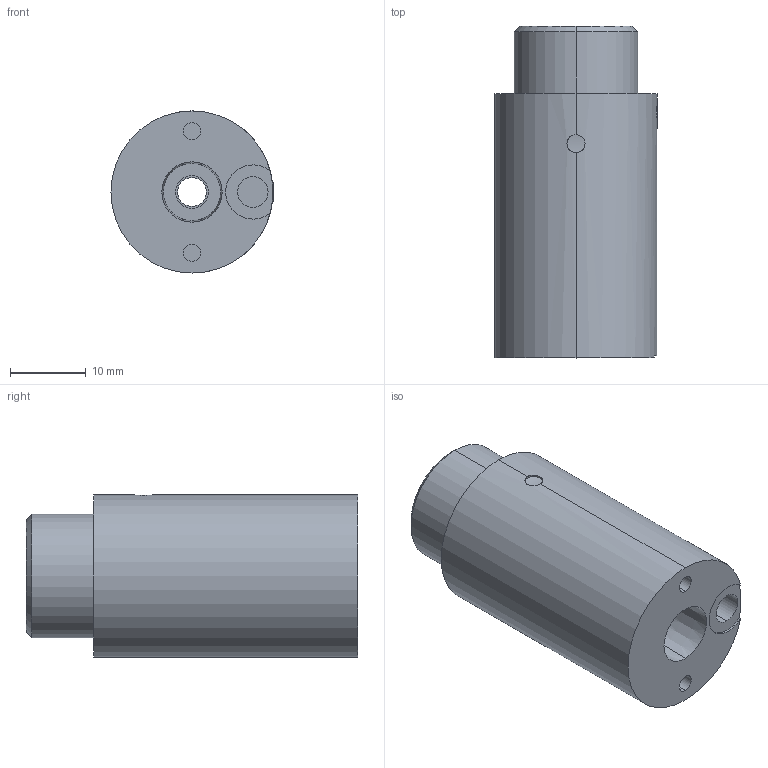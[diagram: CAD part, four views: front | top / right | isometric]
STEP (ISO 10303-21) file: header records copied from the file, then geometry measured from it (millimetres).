
FILE_DESCRIPTION (( 'STEP AP214' ), '1' );
FILE_NAME ('CTSC-002759.STEP', '2025-07-24T13:56:59', ( '' ), ( '' ), 'SwSTEP 2.0', 'SolidWorks 2023', '' );
FILE_SCHEMA (( 'AUTOMOTIVE_DESIGN' ));
Length unit declared in the file: inch
Products named in the file (1): CTSC-002759
Bounding box: 21.34 x 43.69 x 21.34 mm (x, y, z)
Volume: 12580.5 mm3; surface area: 4836.3 mm2
Topology: 2 solids, 2 shells, 143 faces, 376 edges, 245 vertices
Faces by surface type: plane 68, cylinder 45, cone 28, torus 2
Entity records: 6328 total; most frequent: CARTESIAN_POINT 925, DIRECTION 792, ORIENTED_EDGE 748, EDGE_CURVE 374, AXIS2_PLACEMENT_3D 284, VERTEX_POINT 245, LINE 224, VECTOR 224
